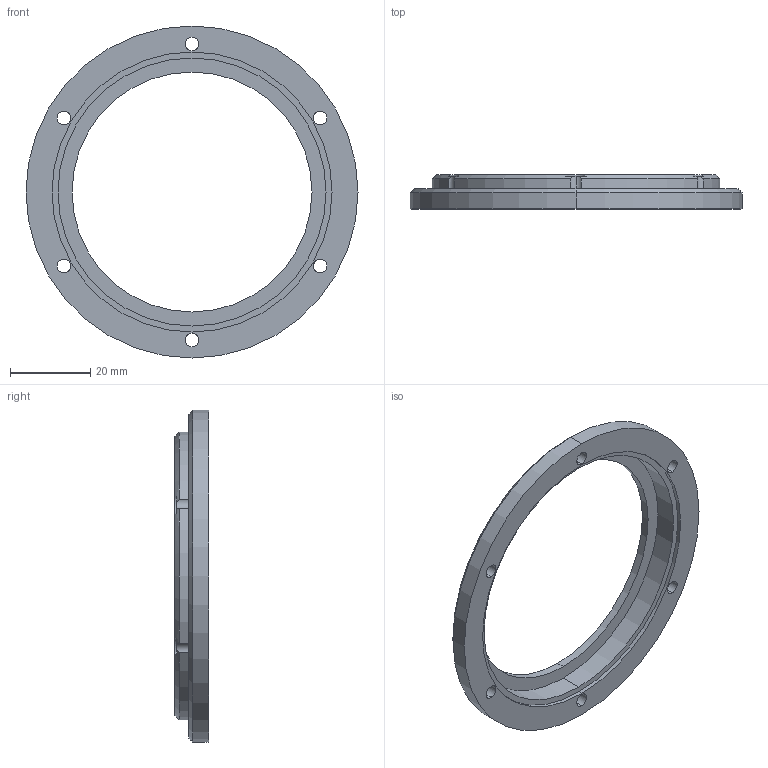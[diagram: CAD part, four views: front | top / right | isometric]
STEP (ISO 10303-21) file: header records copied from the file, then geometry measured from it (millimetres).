
FILE_DESCRIPTION (( 'STEP AP214' ), '1' );
FILE_NAME ('Bearing_seat.STEP', '2023-04-22T15:33:54', ( '' ), ( '' ), 'SwSTEP 2.0', 'SolidWorks 2021', '' );
FILE_SCHEMA (( 'AUTOMOTIVE_DESIGN' ));
Length unit declared in the file: millimetre
Products named in the file (1): Bearing_seat
Bounding box: 83 x 8.5 x 83 mm (x, y, z)
Volume: 11847.6 mm3; surface area: 8964.7 mm2
Topology: 1 solids, 1 shells, 52 faces, 157 edges, 104 vertices
Faces by surface type: cylinder 33, plane 11, cone 8
Entity records: 1927 total; most frequent: CARTESIAN_POINT 400, DIRECTION 339, ORIENTED_EDGE 314, EDGE_CURVE 157, AXIS2_PLACEMENT_3D 151, VERTEX_POINT 104, CIRCLE 98, EDGE_LOOP 63
